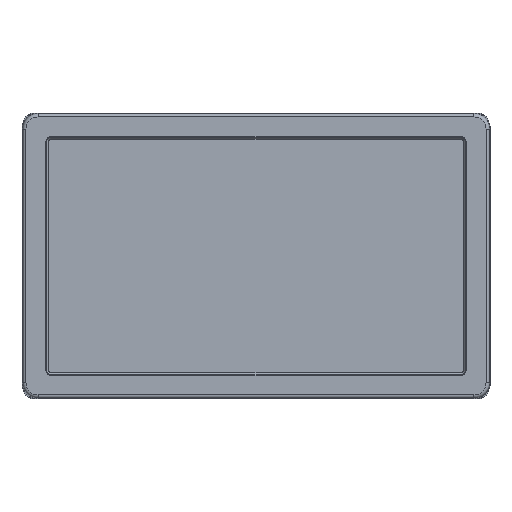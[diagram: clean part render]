
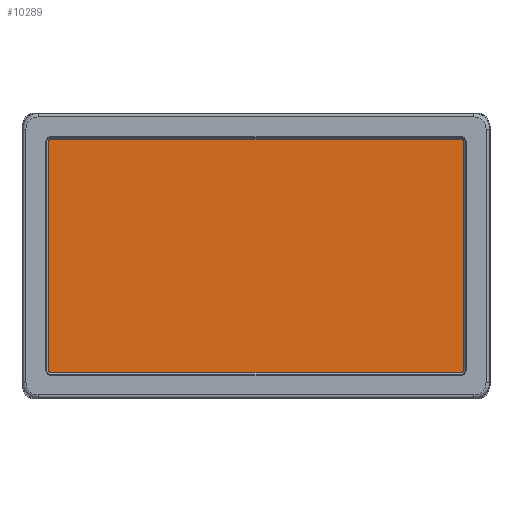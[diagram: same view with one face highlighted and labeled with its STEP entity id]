
A CAD part, top view. The second image highlights one B-rep face of the part: STEP entity #10289.
In plain terms, the highlighted planar face has unit normal (0, 0, 1).
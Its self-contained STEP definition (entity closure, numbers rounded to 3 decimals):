
#842=CARTESIAN_POINT('',(-285.147,159.147,-14.7));
#843=DIRECTION('',(0.,0.,1.));
#844=DIRECTION('',(0.,1.,0.));
#845=AXIS2_PLACEMENT_3D('',#842,#843,#844);
#847=DIRECTION('',(-1.,0.,0.));
#848=VECTOR('',#847,570.294);
#849=CARTESIAN_POINT('',(285.147,165.822,-14.7));
#850=LINE('',#849,#848);
#851=CARTESIAN_POINT('',(285.147,159.147,-14.7));
#852=DIRECTION('',(0.,0.,1.));
#853=DIRECTION('',(1.,0.,0.));
#854=AXIS2_PLACEMENT_3D('',#851,#852,#853);
#856=DIRECTION('',(0.,1.,0.));
#857=VECTOR('',#856,318.294);
#858=CARTESIAN_POINT('',(291.822,-159.147,-14.7));
#859=LINE('',#858,#857);
#860=CARTESIAN_POINT('',(285.147,-159.147,-14.7));
#861=DIRECTION('',(0.,0.,1.));
#862=DIRECTION('',(0.,-1.,0.));
#863=AXIS2_PLACEMENT_3D('',#860,#861,#862);
#865=DIRECTION('',(1.,0.,0.));
#866=VECTOR('',#865,570.294);
#867=CARTESIAN_POINT('',(-285.147,-165.822,-14.7));
#868=LINE('',#867,#866);
#869=CARTESIAN_POINT('',(-285.147,-159.147,-14.7));
#870=DIRECTION('',(0.,0.,1.));
#871=DIRECTION('',(-1.,0.,0.));
#872=AXIS2_PLACEMENT_3D('',#869,#870,#871);
#874=DIRECTION('',(0.,-1.,0.));
#875=VECTOR('',#874,318.294);
#876=CARTESIAN_POINT('',(-291.822,159.147,-14.7));
#877=LINE('',#876,#875);
#8959=CARTESIAN_POINT('',(-285.147,165.822,-14.7));
#8960=CARTESIAN_POINT('',(-291.822,159.147,-14.7));
#8961=VERTEX_POINT('',#8959);
#8962=VERTEX_POINT('',#8960);
#8963=CARTESIAN_POINT('',(-291.822,-159.147,-14.7));
#8964=VERTEX_POINT('',#8963);
#8965=CARTESIAN_POINT('',(-285.147,-165.822,-14.7));
#8966=VERTEX_POINT('',#8965);
#8967=CARTESIAN_POINT('',(285.147,-165.822,-14.7));
#8968=VERTEX_POINT('',#8967);
#8969=CARTESIAN_POINT('',(291.822,-159.147,-14.7));
#8970=VERTEX_POINT('',#8969);
#8971=CARTESIAN_POINT('',(291.822,159.147,-14.7));
#8972=VERTEX_POINT('',#8971);
#8973=CARTESIAN_POINT('',(285.147,165.822,-14.7));
#8974=VERTEX_POINT('',#8973);
#10274=CARTESIAN_POINT('',(0.,0.,-14.7));
#10275=DIRECTION('',(0.,0.,1.));
#10276=DIRECTION('',(-1.,0.,0.));
#10277=AXIS2_PLACEMENT_3D('',#10274,#10275,#10276);
#10278=PLANE('',#10277);
#10279=ORIENTED_EDGE('',*,*,#10169,.F.);
#10280=ORIENTED_EDGE('',*,*,#10186,.F.);
#10281=ORIENTED_EDGE('',*,*,#10198,.F.);
#10282=ORIENTED_EDGE('',*,*,#10212,.F.);
#10283=ORIENTED_EDGE('',*,*,#10226,.F.);
#10284=ORIENTED_EDGE('',*,*,#10240,.F.);
#10285=ORIENTED_EDGE('',*,*,#10254,.F.);
#10286=ORIENTED_EDGE('',*,*,#10267,.F.);
#10287=EDGE_LOOP('',(#10279,#10280,#10281,#10282,#10283,#10284,#10285,#10286));
#10288=FACE_OUTER_BOUND('',#10287,.F.);
#10289=ADVANCED_FACE('',(#10288),#10278,.T.);
#846=CIRCLE('',#845,6.675);
#855=CIRCLE('',#854,6.675);
#864=CIRCLE('',#863,6.675);
#873=CIRCLE('',#872,6.675);
#10169=EDGE_CURVE('',#8961,#8962,#846,.T.);
#10186=EDGE_CURVE('',#8974,#8961,#850,.T.);
#10198=EDGE_CURVE('',#8972,#8974,#855,.T.);
#10212=EDGE_CURVE('',#8970,#8972,#859,.T.);
#10226=EDGE_CURVE('',#8968,#8970,#864,.T.);
#10240=EDGE_CURVE('',#8966,#8968,#868,.T.);
#10254=EDGE_CURVE('',#8964,#8966,#873,.T.);
#10267=EDGE_CURVE('',#8962,#8964,#877,.T.);
